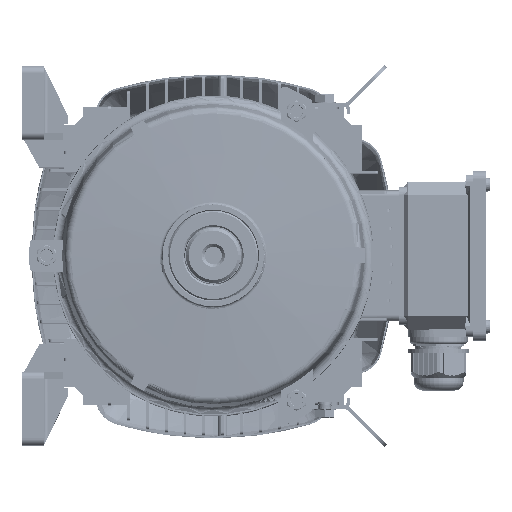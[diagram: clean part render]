
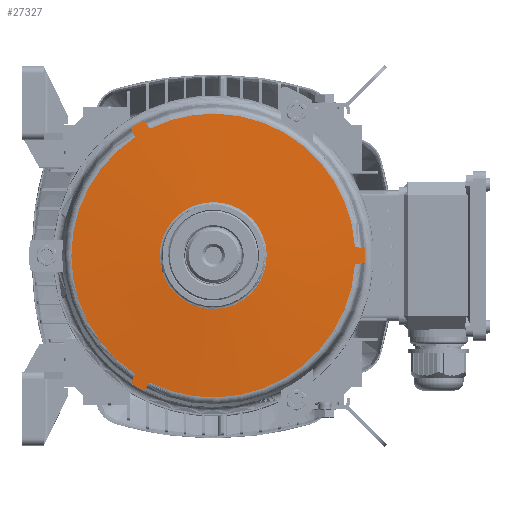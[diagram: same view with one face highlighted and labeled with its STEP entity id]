
A CAD part, top view. The second image highlights one B-rep face of the part: STEP entity #27327.
In plain terms, the highlighted conical face has half-angle 87 degrees and reference radius 35 mm.
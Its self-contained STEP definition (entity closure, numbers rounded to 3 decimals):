
#25429=FACE_BOUND('',#37274,.T.);
#25430=FACE_BOUND('',#37275,.T.);
#27327=ADVANCED_FACE('',(#25429,#25430),#32443,.T.);
#32443=CONICAL_SURFACE('',#100447,35.,87.);
#37274=EDGE_LOOP('',(#47563));
#37275=EDGE_LOOP('',(#47564,#47565,#47566,#47567,#47568,#47569,#47570,#47571,
#47572,#47573,#47574,#47575));
#43472=CIRCLE('',#100323,97.948);
#43473=CIRCLE('',#100325,97.948);
#43474=CIRCLE('',#100327,97.948);
#43542=CIRCLE('',#100443,36.895);
#43543=CIRCLE('',#100444,105.);
#43544=CIRCLE('',#100445,105.);
#43545=CIRCLE('',#100446,105.);
#47563=ORIENTED_EDGE('',*,*,#84596,.T.);
#47564=ORIENTED_EDGE('',*,*,#84419,.F.);
#47565=ORIENTED_EDGE('',*,*,#84597,.T.);
#47566=ORIENTED_EDGE('',*,*,#84598,.T.);
#47567=ORIENTED_EDGE('',*,*,#84599,.F.);
#47568=ORIENTED_EDGE('',*,*,#84414,.F.);
#47569=ORIENTED_EDGE('',*,*,#84600,.T.);
#47570=ORIENTED_EDGE('',*,*,#84601,.T.);
#47571=ORIENTED_EDGE('',*,*,#84602,.F.);
#47572=ORIENTED_EDGE('',*,*,#84417,.F.);
#47573=ORIENTED_EDGE('',*,*,#84603,.T.);
#47574=ORIENTED_EDGE('',*,*,#84604,.T.);
#47575=ORIENTED_EDGE('',*,*,#84605,.F.);
#75041=VERTEX_POINT('',#134554);
#75042=VERTEX_POINT('',#134561);
#75043=VERTEX_POINT('',#134570);
#75044=VERTEX_POINT('',#134577);
#75045=VERTEX_POINT('',#134586);
#75046=VERTEX_POINT('',#134588);
#75186=VERTEX_POINT('',#135597);
#75187=VERTEX_POINT('',#135602);
#75188=VERTEX_POINT('',#135604);
#75189=VERTEX_POINT('',#135613);
#75190=VERTEX_POINT('',#135615);
#75191=VERTEX_POINT('',#135624);
#75192=VERTEX_POINT('',#135626);
#84414=EDGE_CURVE('',#75042,#75041,#43472,.T.);
#84417=EDGE_CURVE('',#75044,#75043,#43473,.T.);
#84419=EDGE_CURVE('',#75045,#75046,#43474,.T.);
#84596=EDGE_CURVE('',#75186,#75186,#43542,.T.);
#84597=EDGE_CURVE('',#75045,#75187,#98363,.T.);
#84598=EDGE_CURVE('',#75187,#75188,#43543,.T.);
#84599=EDGE_CURVE('',#75041,#75188,#98364,.T.);
#84600=EDGE_CURVE('',#75042,#75189,#98365,.T.);
#84601=EDGE_CURVE('',#75189,#75190,#43544,.T.);
#84602=EDGE_CURVE('',#75043,#75190,#98366,.T.);
#84603=EDGE_CURVE('',#75044,#75191,#98367,.T.);
#84604=EDGE_CURVE('',#75191,#75192,#43545,.T.);
#84605=EDGE_CURVE('',#75046,#75192,#98368,.T.);
#98363=B_SPLINE_CURVE_WITH_KNOTS('',3,(#135598,#135599,#135600,#135601),
 .UNSPECIFIED.,.F.,.F.,(4,4),(0.,1.),.UNSPECIFIED.);
#98364=B_SPLINE_CURVE_WITH_KNOTS('',3,(#135605,#135606,#135607,#135608),
 .UNSPECIFIED.,.F.,.F.,(4,4),(0.,1.),.UNSPECIFIED.);
#98365=B_SPLINE_CURVE_WITH_KNOTS('',3,(#135609,#135610,#135611,#135612),
 .UNSPECIFIED.,.F.,.F.,(4,4),(0.,1.),.UNSPECIFIED.);
#98366=B_SPLINE_CURVE_WITH_KNOTS('',3,(#135616,#135617,#135618,#135619),
 .UNSPECIFIED.,.F.,.F.,(4,4),(0.,1.),.UNSPECIFIED.);
#98367=B_SPLINE_CURVE_WITH_KNOTS('',3,(#135620,#135621,#135622,#135623),
 .UNSPECIFIED.,.F.,.F.,(4,4),(0.,1.),.UNSPECIFIED.);
#98368=B_SPLINE_CURVE_WITH_KNOTS('',3,(#135627,#135628,#135629,#135630),
 .UNSPECIFIED.,.F.,.F.,(4,4),(0.,1.),.UNSPECIFIED.);
#100323=AXIS2_PLACEMENT_3D('',#134562,#109114,#109115);
#100325=AXIS2_PLACEMENT_3D('',#134578,#109118,#109119);
#100327=AXIS2_PLACEMENT_3D('',#134587,#109122,#109123);
#100443=AXIS2_PLACEMENT_3D('',#135596,#109372,#109373);
#100444=AXIS2_PLACEMENT_3D('',#135603,#109374,#109375);
#100445=AXIS2_PLACEMENT_3D('',#135614,#109376,#109377);
#100446=AXIS2_PLACEMENT_3D('',#135625,#109378,#109379);
#100447=AXIS2_PLACEMENT_3D('',#135631,#109380,#109381);
#109114=DIRECTION('',(0.,0.,-1.));
#109115=DIRECTION('',(0.,-1.,0.));
#109118=DIRECTION('',(0.,0.,-1.));
#109119=DIRECTION('',(0.,-1.,0.));
#109122=DIRECTION('',(0.,0.,-1.));
#109123=DIRECTION('',(0.,-1.,0.));
#109372=DIRECTION('',(0.,0.,-1.));
#109373=DIRECTION('',(-1.,0.,0.));
#109374=DIRECTION('',(0.,0.,1.));
#109375=DIRECTION('',(-0.866,0.5,0.));
#109376=DIRECTION('',(0.,0.,1.));
#109377=DIRECTION('',(0.,-1.,0.));
#109378=DIRECTION('',(0.,0.,1.));
#109379=DIRECTION('',(0.866,0.5,0.));
#109380=DIRECTION('',(0.,0.,-1.));
#109381=DIRECTION('',(0.,-1.,0.));
#134554=CARTESIAN_POINT('',(-43.686,-87.666,273.701));
#134561=CARTESIAN_POINT('',(97.764,-6.,273.701));
#134562=CARTESIAN_POINT('',(0.,0.,273.701));
#134570=CARTESIAN_POINT('',(97.764,6.,273.701));
#134577=CARTESIAN_POINT('',(-43.686,87.666,273.701));
#134578=CARTESIAN_POINT('',(0.,0.,273.701));
#134586=CARTESIAN_POINT('',(-54.078,-81.666,273.701));
#134587=CARTESIAN_POINT('',(0.,0.,273.701));
#134588=CARTESIAN_POINT('',(-54.078,81.666,273.701));
#135596=CARTESIAN_POINT('',(0.,0.,276.901));
#135597=CARTESIAN_POINT('',(-36.895,0.,276.901));
#135598=CARTESIAN_POINT('',(-54.078,-81.666,273.701));
#135599=CARTESIAN_POINT('',(-54.975,-83.887,273.578));
#135600=CARTESIAN_POINT('',(-55.873,-86.108,273.455));
#135601=CARTESIAN_POINT('',(-56.771,-88.33,273.331));
#135602=CARTESIAN_POINT('',(-56.771,-88.33,273.331));
#135603=CARTESIAN_POINT('',(0.,0.,273.331));
#135604=CARTESIAN_POINT('',(-48.11,-93.33,273.331));
#135605=CARTESIAN_POINT('',(-43.686,-87.666,273.701));
#135606=CARTESIAN_POINT('',(-45.161,-89.554,273.578));
#135607=CARTESIAN_POINT('',(-46.635,-91.442,273.455));
#135608=CARTESIAN_POINT('',(-48.11,-93.33,273.331));
#135609=CARTESIAN_POINT('',(97.764,-6.,273.701));
#135610=CARTESIAN_POINT('',(100.136,-5.667,273.578));
#135611=CARTESIAN_POINT('',(102.508,-5.333,273.455));
#135612=CARTESIAN_POINT('',(104.881,-5.,273.331));
#135613=CARTESIAN_POINT('',(104.881,-5.,273.331));
#135614=CARTESIAN_POINT('',(0.,0.,273.331));
#135615=CARTESIAN_POINT('',(104.881,5.,273.331));
#135616=CARTESIAN_POINT('',(97.764,6.,273.701));
#135617=CARTESIAN_POINT('',(100.136,5.667,273.578));
#135618=CARTESIAN_POINT('',(102.508,5.333,273.455));
#135619=CARTESIAN_POINT('',(104.881,5.,273.331));
#135620=CARTESIAN_POINT('',(-43.686,87.666,273.701));
#135621=CARTESIAN_POINT('',(-45.161,89.554,273.578));
#135622=CARTESIAN_POINT('',(-46.635,91.442,273.455));
#135623=CARTESIAN_POINT('',(-48.11,93.33,273.331));
#135624=CARTESIAN_POINT('',(-48.11,93.33,273.331));
#135625=CARTESIAN_POINT('',(0.,0.,
273.331));
#135626=CARTESIAN_POINT('',(-56.771,88.33,273.331));
#135627=CARTESIAN_POINT('',(-54.078,81.666,273.701));
#135628=CARTESIAN_POINT('',(-54.975,83.887,273.578));
#135629=CARTESIAN_POINT('',(-55.873,86.108,273.455));
#135630=CARTESIAN_POINT('',(-56.771,88.33,273.331));
#135631=CARTESIAN_POINT('',(0.,0.,277.));
